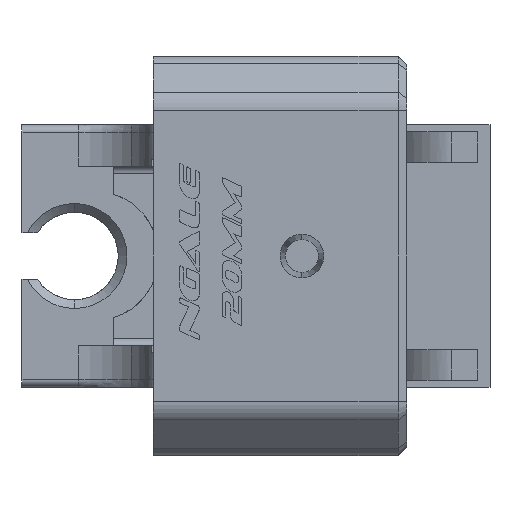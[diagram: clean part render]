
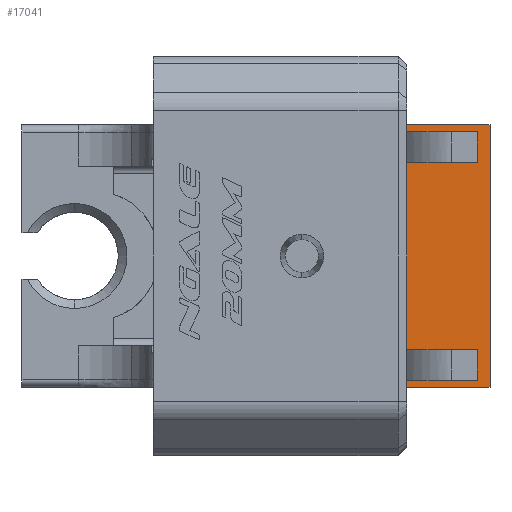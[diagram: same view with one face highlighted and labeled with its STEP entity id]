
A CAD part, left-side view. The second image highlights one B-rep face of the part: STEP entity #17041.
In plain terms, the highlighted planar face has unit normal (-1, 0, 0).
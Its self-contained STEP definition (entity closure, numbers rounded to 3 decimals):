
#74 = VERTEX_POINT ( 'NONE', #16196 ) ;
#324 = LINE ( 'NONE', #518, #11190 ) ;
#392 = VERTEX_POINT ( 'NONE', #16155 ) ;
#424 = LINE ( 'NONE', #6753, #10261 ) ;
#492 = CARTESIAN_POINT ( 'NONE',  ( 7.5, -10.043, -14.2 ) ) ;
#518 = CARTESIAN_POINT ( 'NONE',  ( 7.5, 0., -10.7 ) ) ;
#771 = VECTOR ( 'NONE', #19719, 1000. ) ;
#966 = EDGE_CURVE ( 'NONE', #74, #15305, #7525, .T. ) ;
#1471 = FACE_OUTER_BOUND ( 'NONE', #20157, .T. ) ;
#1511 = VECTOR ( 'NONE', #19663, 1000. ) ;
#1555 = CARTESIAN_POINT ( 'NONE',  ( 7.5, -2., 0. ) ) ;
#2197 = ORIENTED_EDGE ( 'NONE', *, *, #35034, .F. ) ;
#2385 = EDGE_CURVE ( 'NONE', #33511, #392, #324, .T. ) ;
#3025 = VECTOR ( 'NONE', #18467, 1000. ) ;
#3368 = CARTESIAN_POINT ( 'NONE',  ( 7.5, -10.043, 14.2 ) ) ;
#4545 = LINE ( 'NONE', #25641, #33746 ) ;
#4959 = CARTESIAN_POINT ( 'NONE',  ( 7.5, -41.626, 14.2 ) ) ;
#4960 = CARTESIAN_POINT ( 'NONE',  ( 7.5, -41.626, -14.2 ) ) ;
#5078 = ORIENTED_EDGE ( 'NONE', *, *, #22288, .F. ) ;
#5202 = EDGE_CURVE ( 'NONE', #5790, #39007, #4545, .T. ) ;
#5677 = CARTESIAN_POINT ( 'NONE',  ( 7.5, -2., -15. ) ) ;
#5790 = VERTEX_POINT ( 'NONE', #25545 ) ;
#6311 = EDGE_CURVE ( 'NONE', #39007, #32035, #31398, .T. ) ;
#6748 = VECTOR ( 'NONE', #35795, 1000. ) ;
#6753 = CARTESIAN_POINT ( 'NONE',  ( 7.5, -10.043, 0. ) ) ;
#6913 = DIRECTION ( 'NONE',  ( 0., 0., 1. ) ) ;
#7525 = LINE ( 'NONE', #17261, #1511 ) ;
#7654 = VERTEX_POINT ( 'NONE', #492 ) ;
#8082 = DIRECTION ( 'NONE',  ( 0., 0., 1. ) ) ;
#8221 = CARTESIAN_POINT ( 'NONE',  ( 7.5, -2., 14.2 ) ) ;
#8363 = VECTOR ( 'NONE', #38601, 1000. ) ;
#10261 = VECTOR ( 'NONE', #12526, 1000. ) ;
#10591 = CARTESIAN_POINT ( 'NONE',  ( 7.5, -41.626, 0. ) ) ;
#11190 = VECTOR ( 'NONE', #30748, 1000. ) ;
#11597 = VECTOR ( 'NONE', #8082, 1000. ) ;
#12493 = CARTESIAN_POINT ( 'NONE',  ( 7.5, -41.626, -15. ) ) ;
#12526 = DIRECTION ( 'NONE',  ( 0., 0., -1. ) ) ;
#12816 = ORIENTED_EDGE ( 'NONE', *, *, #20860, .F. ) ;
#13370 = EDGE_CURVE ( 'NONE', #33511, #18131, #13475, .T. ) ;
#13475 = LINE ( 'NONE', #26224, #11597 ) ;
#13584 = PLANE ( 'NONE',  #25550 ) ;
#14240 = LINE ( 'NONE', #26210, #28072 ) ;
#14910 = CARTESIAN_POINT ( 'NONE',  ( 7.5, -10.043, 10.7 ) ) ;
#15153 = CARTESIAN_POINT ( 'NONE',  ( 7.5, -2., -10. ) ) ;
#15273 = CARTESIAN_POINT ( 'NONE',  ( 7.5, -2., 0. ) ) ;
#15305 = VERTEX_POINT ( 'NONE', #14910 ) ;
#15812 = EDGE_CURVE ( 'NONE', #7654, #392, #19914, .T. ) ;
#16155 = CARTESIAN_POINT ( 'NONE',  ( 7.5, -10.043, -10.7 ) ) ;
#16196 = CARTESIAN_POINT ( 'NONE',  ( 7.5, -2., 10.7 ) ) ;
#16462 = VECTOR ( 'NONE', #18158, 1000. ) ;
#16982 = ORIENTED_EDGE ( 'NONE', *, *, #5202, .T. ) ;
#17041 = ADVANCED_FACE ( 'NONE', ( #1471 ), #13584, .T. ) ;
#17086 = DIRECTION ( 'NONE',  ( 0., -1., 0. ) ) ;
#17246 = VECTOR ( 'NONE', #30586, 1000. ) ;
#17261 = CARTESIAN_POINT ( 'NONE',  ( 7.5, 0., 10.7 ) ) ;
#17477 = LINE ( 'NONE', #15273, #8363 ) ;
#18131 = VERTEX_POINT ( 'NONE', #15153 ) ;
#18158 = DIRECTION ( 'NONE',  ( 0., 0., 1. ) ) ;
#18246 = ORIENTED_EDGE ( 'NONE', *, *, #15812, .F. ) ;
#18467 = DIRECTION ( 'NONE',  ( 0., 1., 0. ) ) ;
#19663 = DIRECTION ( 'NONE',  ( 0., -1., 0. ) ) ;
#19713 = CARTESIAN_POINT ( 'NONE',  ( 7.5, -2., -10.7 ) ) ;
#19719 = DIRECTION ( 'NONE',  ( 0., 0., 1. ) ) ;
#19914 = LINE ( 'NONE', #31888, #771 ) ;
#20063 = LINE ( 'NONE', #4960, #23594 ) ;
#20129 = DIRECTION ( 'NONE',  ( 0., 0., 1. ) ) ;
#20157 = EDGE_LOOP ( 'NONE', ( #35303, #18246, #27801, #21550, #34186, #16982, #32708, #26611, #2197, #25083, #24626, #5078, #12816, #21888 ) ) ;
#20369 = EDGE_CURVE ( 'NONE', #39206, #15305, #424, .T. ) ;
#20860 = EDGE_CURVE ( 'NONE', #18131, #27111, #14240, .T. ) ;
#21442 = EDGE_CURVE ( 'NONE', #39038, #7654, #20063, .T. ) ;
#21550 = ORIENTED_EDGE ( 'NONE', *, *, #34613, .F. ) ;
#21888 = ORIENTED_EDGE ( 'NONE', *, *, #13370, .F. ) ;
#22288 = EDGE_CURVE ( 'NONE', #27111, #74, #17477, .T. ) ;
#23073 = CARTESIAN_POINT ( 'NONE',  ( 7.5, -2., -14.2 ) ) ;
#23318 = CARTESIAN_POINT ( 'NONE',  ( 7.5, -2., 15. ) ) ;
#23594 = VECTOR ( 'NONE', #17086, 1000. ) ;
#24626 = ORIENTED_EDGE ( 'NONE', *, *, #966, .F. ) ;
#25083 = ORIENTED_EDGE ( 'NONE', *, *, #20369, .T. ) ;
#25436 = LINE ( 'NONE', #12493, #3025 ) ;
#25545 = CARTESIAN_POINT ( 'NONE',  ( 7.5, -11.5, -15. ) ) ;
#25550 = AXIS2_PLACEMENT_3D ( 'NONE', #10591, #35465, #20129 ) ;
#25641 = CARTESIAN_POINT ( 'NONE',  ( 7.5, -11.5, 0. ) ) ;
#26210 = CARTESIAN_POINT ( 'NONE',  ( 7.5, -2., 0. ) ) ;
#26224 = CARTESIAN_POINT ( 'NONE',  ( 7.5, -2., 0. ) ) ;
#26611 = ORIENTED_EDGE ( 'NONE', *, *, #36137, .F. ) ;
#27111 = VERTEX_POINT ( 'NONE', #38058 ) ;
#27338 = LINE ( 'NONE', #33498, #16462 ) ;
#27801 = ORIENTED_EDGE ( 'NONE', *, *, #21442, .F. ) ;
#27820 = CARTESIAN_POINT ( 'NONE',  ( 7.5, -41.626, 15. ) ) ;
#28037 = EDGE_CURVE ( 'NONE', #5790, #33171, #25436, .T. ) ;
#28072 = VECTOR ( 'NONE', #35547, 1000. ) ;
#29017 = DIRECTION ( 'NONE',  ( 0., 0., 1. ) ) ;
#29455 = CARTESIAN_POINT ( 'NONE',  ( 7.5, -11.5, 15. ) ) ;
#30586 = DIRECTION ( 'NONE',  ( 0., 1., 0. ) ) ;
#30748 = DIRECTION ( 'NONE',  ( 0., -1., 0. ) ) ;
#31398 = LINE ( 'NONE', #27820, #17246 ) ;
#31608 = LINE ( 'NONE', #1555, #32351 ) ;
#31888 = CARTESIAN_POINT ( 'NONE',  ( 7.5, -10.043, 0. ) ) ;
#32035 = VERTEX_POINT ( 'NONE', #23318 ) ;
#32351 = VECTOR ( 'NONE', #6913, 1000. ) ;
#32708 = ORIENTED_EDGE ( 'NONE', *, *, #6311, .T. ) ;
#33171 = VERTEX_POINT ( 'NONE', #5677 ) ;
#33498 = CARTESIAN_POINT ( 'NONE',  ( 7.5, -2., 0. ) ) ;
#33511 = VERTEX_POINT ( 'NONE', #19713 ) ;
#33746 = VECTOR ( 'NONE', #29017, 1000. ) ;
#34186 = ORIENTED_EDGE ( 'NONE', *, *, #28037, .F. ) ;
#34613 = EDGE_CURVE ( 'NONE', #33171, #39038, #27338, .T. ) ;
#35034 = EDGE_CURVE ( 'NONE', #39206, #36675, #38209, .T. ) ;
#35303 = ORIENTED_EDGE ( 'NONE', *, *, #2385, .T. ) ;
#35465 = DIRECTION ( 'NONE',  ( -1., 0., 0. ) ) ;
#35547 = DIRECTION ( 'NONE',  ( 0., 0., 1. ) ) ;
#35795 = DIRECTION ( 'NONE',  ( 0., 1., 0. ) ) ;
#36137 = EDGE_CURVE ( 'NONE', #36675, #32035, #31608, .T. ) ;
#36675 = VERTEX_POINT ( 'NONE', #8221 ) ;
#38058 = CARTESIAN_POINT ( 'NONE',  ( 7.5, -2., 10. ) ) ;
#38209 = LINE ( 'NONE', #4959, #6748 ) ;
#38601 = DIRECTION ( 'NONE',  ( 0., 0., 1. ) ) ;
#39007 = VERTEX_POINT ( 'NONE', #29455 ) ;
#39038 = VERTEX_POINT ( 'NONE', #23073 ) ;
#39206 = VERTEX_POINT ( 'NONE', #3368 ) ;
